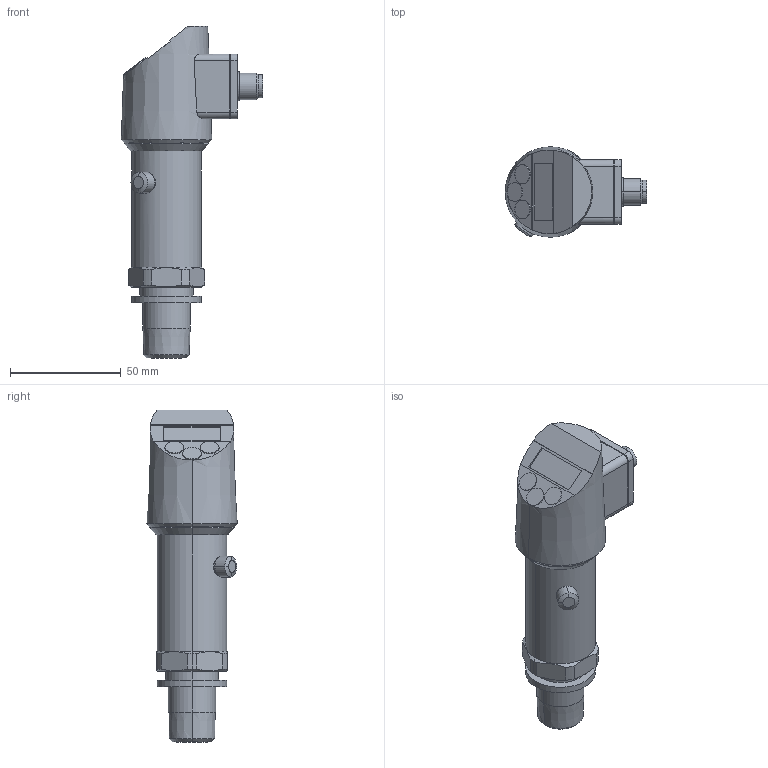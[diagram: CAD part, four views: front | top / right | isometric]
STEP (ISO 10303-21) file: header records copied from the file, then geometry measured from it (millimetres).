
FILE_DESCRIPTION (( 'STEP AP214' ), '1' );
FILE_NAME ('PTP31B-CA8M1KGFVXJ.STEP', '2024-02-14T14:20:06', ( '' ), ( '' ), 'SwSTEP 2.0', 'SolidWorks 2021', '' );
FILE_SCHEMA (( 'AUTOMOTIVE_DESIGN' ));
Length unit declared in the file: inch
Products named in the file (1): PTP31B-CA8M1KGFVXJ
Bounding box: 63.95 x 40.9 x 150.15 mm (x, y, z)
Volume: 131703.9 mm3; surface area: 20446.1 mm2
Topology: 1 solids, 1 shells, 126 faces, 297 edges, 190 vertices
Faces by surface type: cylinder 51, plane 47, cone 28
Entity records: 3895 total; most frequent: CARTESIAN_POINT 898, DIRECTION 653, ORIENTED_EDGE 594, EDGE_CURVE 297, AXIS2_PLACEMENT_3D 259, VERTEX_POINT 190, EDGE_LOOP 143, VECTOR 135
